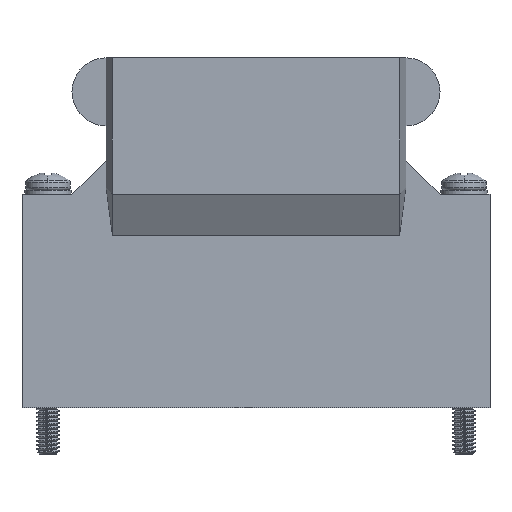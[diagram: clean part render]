
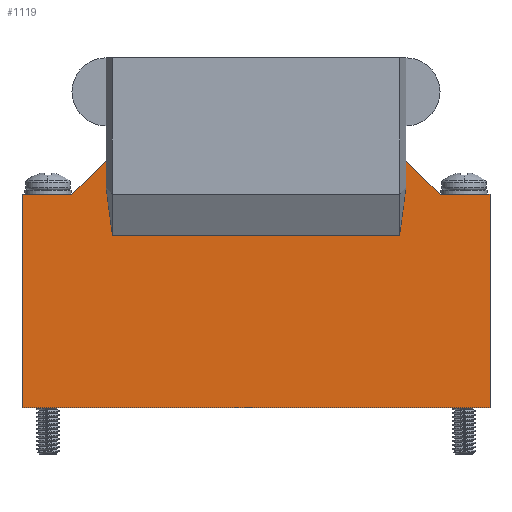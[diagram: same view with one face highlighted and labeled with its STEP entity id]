
A CAD part, front view. The second image highlights one B-rep face of the part: STEP entity #1119.
In plain terms, the highlighted planar face has unit normal (0, -1, 0).
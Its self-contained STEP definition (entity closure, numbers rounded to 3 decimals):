
#1119=ADVANCED_FACE('',(#1543),#1440,.T.);
#1440=PLANE('',#6100);
#1543=FACE_OUTER_BOUND('',#1845,.T.);
#1845=EDGE_LOOP('',(#2214,#2215,#2216,#2217,#2218,#2219,#2220,#2221,#2222,
#2223,#2224,#2225));
#2214=ORIENTED_EDGE('',*,*,#4541,.T.);
#2215=ORIENTED_EDGE('',*,*,#4545,.F.);
#2216=ORIENTED_EDGE('',*,*,#4546,.F.);
#2217=ORIENTED_EDGE('',*,*,#4547,.T.);
#2218=ORIENTED_EDGE('',*,*,#4548,.T.);
#2219=ORIENTED_EDGE('',*,*,#4549,.T.);
#2220=ORIENTED_EDGE('',*,*,#4550,.T.);
#2221=ORIENTED_EDGE('',*,*,#4551,.T.);
#2222=ORIENTED_EDGE('',*,*,#4552,.T.);
#2223=ORIENTED_EDGE('',*,*,#4553,.F.);
#2224=ORIENTED_EDGE('',*,*,#4554,.F.);
#2225=ORIENTED_EDGE('',*,*,#4555,.F.);
#3964=VERTEX_POINT('',#7842);
#3965=VERTEX_POINT('',#7844);
#3968=VERTEX_POINT('',#7852);
#3969=VERTEX_POINT('',#7854);
#3970=VERTEX_POINT('',#7856);
#3971=VERTEX_POINT('',#7858);
#3972=VERTEX_POINT('',#7860);
#3973=VERTEX_POINT('',#7862);
#3974=VERTEX_POINT('',#7864);
#3975=VERTEX_POINT('',#7866);
#3976=VERTEX_POINT('',#7868);
#3977=VERTEX_POINT('',#7870);
#4541=EDGE_CURVE('',#3965,#3964,#5419,.T.);
#4545=EDGE_CURVE('',#3968,#3964,#5423,.T.);
#4546=EDGE_CURVE('',#3969,#3968,#5424,.T.);
#4547=EDGE_CURVE('',#3969,#3970,#5425,.T.);
#4548=EDGE_CURVE('',#3970,#3971,#5426,.T.);
#4549=EDGE_CURVE('',#3971,#3972,#5427,.T.);
#4550=EDGE_CURVE('',#3972,#3973,#5428,.T.);
#4551=EDGE_CURVE('',#3973,#3974,#5429,.T.);
#4552=EDGE_CURVE('',#3974,#3975,#5430,.T.);
#4553=EDGE_CURVE('',#3976,#3975,#5431,.T.);
#4554=EDGE_CURVE('',#3977,#3976,#5432,.T.);
#4555=EDGE_CURVE('',#3965,#3977,#5433,.T.);
#5419=LINE('',#7843,#5771);
#5423=LINE('',#7851,#5775);
#5424=LINE('',#7853,#5776);
#5425=LINE('',#7855,#5777);
#5426=LINE('',#7857,#5778);
#5427=LINE('',#7859,#5779);
#5428=LINE('',#7861,#5780);
#5429=LINE('',#7863,#5781);
#5430=LINE('',#7865,#5782);
#5431=LINE('',#7867,#5783);
#5432=LINE('',#7869,#5784);
#5433=LINE('',#7871,#5785);
#5771=VECTOR('',#6575,1.);
#5775=VECTOR('',#6581,1.);
#5776=VECTOR('',#6582,1.);
#5777=VECTOR('',#6583,1.);
#5778=VECTOR('',#6584,1.);
#5779=VECTOR('',#6585,1.);
#5780=VECTOR('',#6586,1.);
#5781=VECTOR('',#6587,1.);
#5782=VECTOR('',#6588,1.);
#5783=VECTOR('',#6589,1.);
#5784=VECTOR('',#6590,1.);
#5785=VECTOR('',#6591,1.);
#6100=AXIS2_PLACEMENT_3D('',#7872,#6592,#6593);
#6575=DIRECTION('',(1.,0.,0.));
#6581=DIRECTION('',(0.,0.,-1.));
#6582=DIRECTION('',(1.,0.,0.));
#6583=DIRECTION('',(-0.707,0.,0.707));
#6584=DIRECTION('',(0.,0.,-1.));
#6585=DIRECTION('',(-0.133,0.,-0.991));
#6586=DIRECTION('',(-1.,0.,0.));
#6587=DIRECTION('',(-0.133,0.,0.991));
#6588=DIRECTION('',(0.,0.,1.));
#6589=DIRECTION('',(0.707,0.,0.707));
#6590=DIRECTION('',(1.,0.,0.));
#6591=DIRECTION('',(0.,0.,1.));
#6592=DIRECTION('',(0.,-1.,0.));
#6593=DIRECTION('',(0.,0.,1.));
#7842=CARTESIAN_POINT('',(26.162,-6.35,-39.116));
#7843=CARTESIAN_POINT('',(0.,-6.35,-39.116));
#7844=CARTESIAN_POINT('',(-26.162,-6.35,-39.116));
#7851=CARTESIAN_POINT('',(26.162,-6.35,-27.178));
#7852=CARTESIAN_POINT('',(26.162,-6.35,-15.24));
#7853=CARTESIAN_POINT('',(23.368,-6.35,-15.24));
#7854=CARTESIAN_POINT('',(20.574,-6.35,-15.24));
#7855=CARTESIAN_POINT('',(18.669,-6.35,-13.335));
#7856=CARTESIAN_POINT('',(16.764,-6.35,-11.43));
#7857=CARTESIAN_POINT('',(16.764,-6.35,-12.978));
#7858=CARTESIAN_POINT('',(16.764,-6.35,-14.525));
#7859=CARTESIAN_POINT('',(16.407,-6.35,-17.192));
#7860=CARTESIAN_POINT('',(16.049,-6.35,-19.859));
#7861=CARTESIAN_POINT('',(0.,-6.35,-19.859));
#7862=CARTESIAN_POINT('',(-16.049,-6.35,-19.859));
#7863=CARTESIAN_POINT('',(-16.407,-6.35,-17.192));
#7864=CARTESIAN_POINT('',(-16.764,-6.35,-14.525));
#7865=CARTESIAN_POINT('',(-16.764,-6.35,-12.978));
#7866=CARTESIAN_POINT('',(-16.764,-6.35,-11.43));
#7867=CARTESIAN_POINT('',(-18.669,-6.35,-13.335));
#7868=CARTESIAN_POINT('',(-20.574,-6.35,-15.24));
#7869=CARTESIAN_POINT('',(-23.368,-6.35,-15.24));
#7870=CARTESIAN_POINT('',(-26.162,-6.35,-15.24));
#7871=CARTESIAN_POINT('',(-26.162,-6.35,-27.178));
#7872=CARTESIAN_POINT('',(-52.324,-6.35,-52.959));
